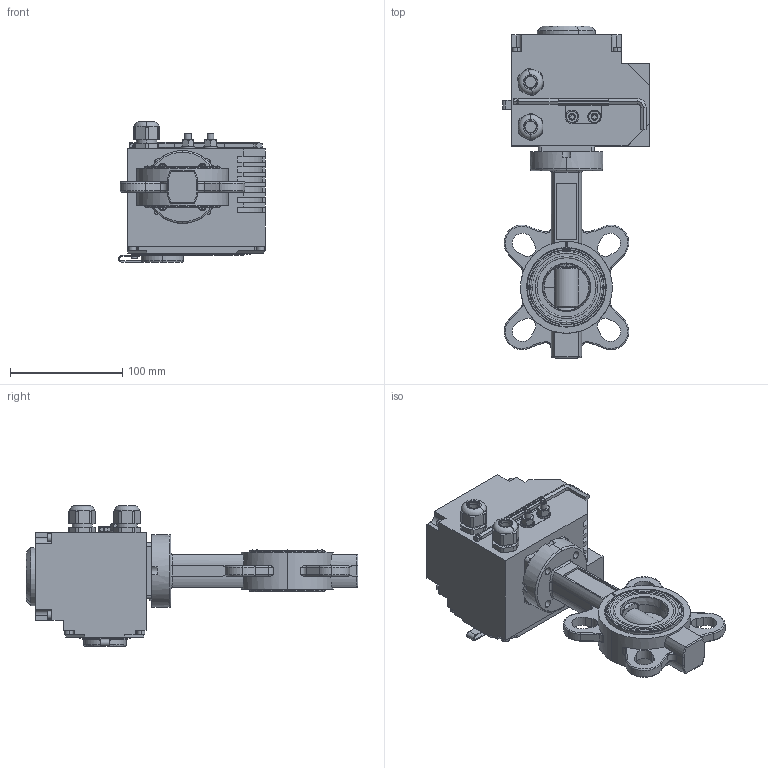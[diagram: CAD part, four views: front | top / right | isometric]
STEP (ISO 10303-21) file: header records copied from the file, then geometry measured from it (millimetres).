
FILE_DESCRIPTION (( 'STEP AP203' ), '1' );
FILE_NAME ('J9_DN40_AOX.STEP', '2023-02-17T08:21:32', ( '' ), ( '' ), 'SwSTEP 2.0', 'SolidWorks 2017', '' );
FILE_SCHEMA (( 'CONFIG_CONTROL_DESIGN' ));
Length unit declared in the file: millimetre
Products named in the file (1): J9_DN40_AOX
Bounding box: 131 x 296 x 125 mm (x, y, z)
Volume: 1349232.2 mm3; surface area: 132018.7 mm2
Topology: 1 solids, 12 shells, 966 faces, 2435 edges, 1502 vertices
Faces by surface type: plane 442, cylinder 262, cone 129, torus 113, bspline 20
Entity records: 30357 total; most frequent: CARTESIAN_POINT 7221, DIRECTION 4920, ORIENTED_EDGE 4782, EDGE_CURVE 2391, AXIS2_PLACEMENT_3D 1851, VERTEX_POINT 1502, VECTOR 1218, LINE 1218
